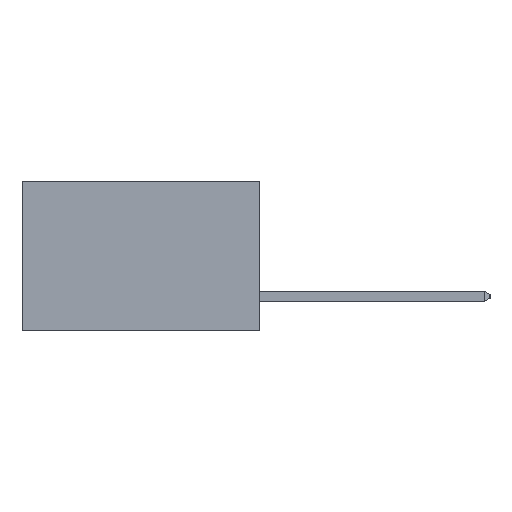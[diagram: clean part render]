
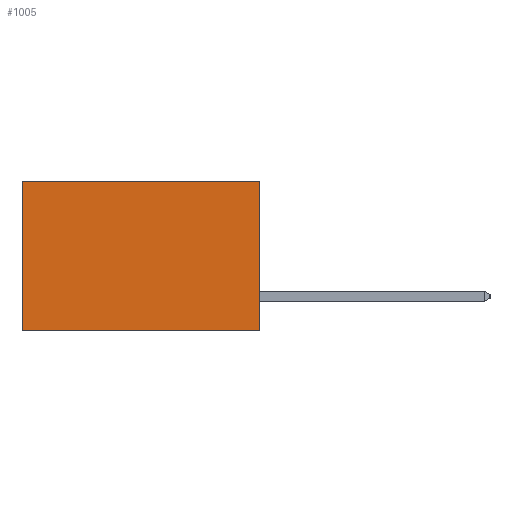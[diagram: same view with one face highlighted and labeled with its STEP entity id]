
A CAD part, left-side view. The second image highlights one B-rep face of the part: STEP entity #1005.
In plain terms, the highlighted planar face has unit normal (-1, 0, 0).
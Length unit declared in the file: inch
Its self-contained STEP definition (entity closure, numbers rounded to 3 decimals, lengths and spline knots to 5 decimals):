
#700 = VECTOR ( 'NONE', #9382, 39.37008 ) ;
#1005 = ADVANCED_FACE ( 'NONE', ( #7626 ), #1665, .F. ) ;
#1086 = VERTEX_POINT ( 'NONE', #14488 ) ;
#1665 = PLANE ( 'NONE',  #4837 ) ;
#2165 = CARTESIAN_POINT ( 'NONE',  ( 0.277, 0.59, 0. ) ) ;
#2596 = VERTEX_POINT ( 'NONE', #2165 ) ;
#3072 = LINE ( 'NONE', #13297, #9271 ) ;
#3191 = EDGE_CURVE ( 'NONE', #13920, #1086, #10966, .T. ) ;
#3214 = EDGE_CURVE ( 'NONE', #5077, #13920, #13630, .T. ) ;
#4585 = EDGE_CURVE ( 'NONE', #2596, #1086, #3072, .T. ) ;
#4837 = AXIS2_PLACEMENT_3D ( 'NONE', #8906, #11751, #9755 ) ;
#5077 = VERTEX_POINT ( 'NONE', #8258 ) ;
#5092 = EDGE_CURVE ( 'NONE', #5077, #2596, #11501, .T. ) ;
#6090 = CARTESIAN_POINT ( 'NONE',  ( 0.277, 0., -0.37 ) ) ;
#7626 = FACE_OUTER_BOUND ( 'NONE', #11180, .T. ) ;
#7730 = VECTOR ( 'NONE', #8146, 39.37008 ) ;
#8040 = CARTESIAN_POINT ( 'NONE',  ( 0.277, 0., 0. ) ) ;
#8146 = DIRECTION ( 'NONE',  ( 0., 1., 0. ) ) ;
#8258 = CARTESIAN_POINT ( 'NONE',  ( 0.277, 0., 0. ) ) ;
#8906 = CARTESIAN_POINT ( 'NONE',  ( 0.277, 0., -0.37 ) ) ;
#9251 = ORIENTED_EDGE ( 'NONE', *, *, #3191, .F. ) ;
#9271 = VECTOR ( 'NONE', #13311, 39.37008 ) ;
#9375 = ORIENTED_EDGE ( 'NONE', *, *, #4585, .T. ) ;
#9382 = DIRECTION ( 'NONE',  ( 0., 0., -1. ) ) ;
#9400 = CARTESIAN_POINT ( 'NONE',  ( 0.277, 0., -0.37 ) ) ;
#9466 = CARTESIAN_POINT ( 'NONE',  ( 0.277, 0., -0.37 ) ) ;
#9755 = DIRECTION ( 'NONE',  ( 0., 0., -1. ) ) ;
#9793 = DIRECTION ( 'NONE',  ( 0., 1., 0. ) ) ;
#10606 = VECTOR ( 'NONE', #9793, 39.37008 ) ;
#10966 = LINE ( 'NONE', #9466, #10606 ) ;
#11180 = EDGE_LOOP ( 'NONE', ( #9375, #9251, #15106, #12114 ) ) ;
#11501 = LINE ( 'NONE', #8040, #7730 ) ;
#11751 = DIRECTION ( 'NONE',  ( 1., 0., 0. ) ) ;
#12114 = ORIENTED_EDGE ( 'NONE', *, *, #5092, .T. ) ;
#13297 = CARTESIAN_POINT ( 'NONE',  ( 0.277, 0.59, -0.37 ) ) ;
#13311 = DIRECTION ( 'NONE',  ( 0., 0., -1. ) ) ;
#13630 = LINE ( 'NONE', #9400, #700 ) ;
#13920 = VERTEX_POINT ( 'NONE', #6090 ) ;
#14488 = CARTESIAN_POINT ( 'NONE',  ( 0.277, 0.59, -0.37 ) ) ;
#15106 = ORIENTED_EDGE ( 'NONE', *, *, #3214, .F. ) ;
